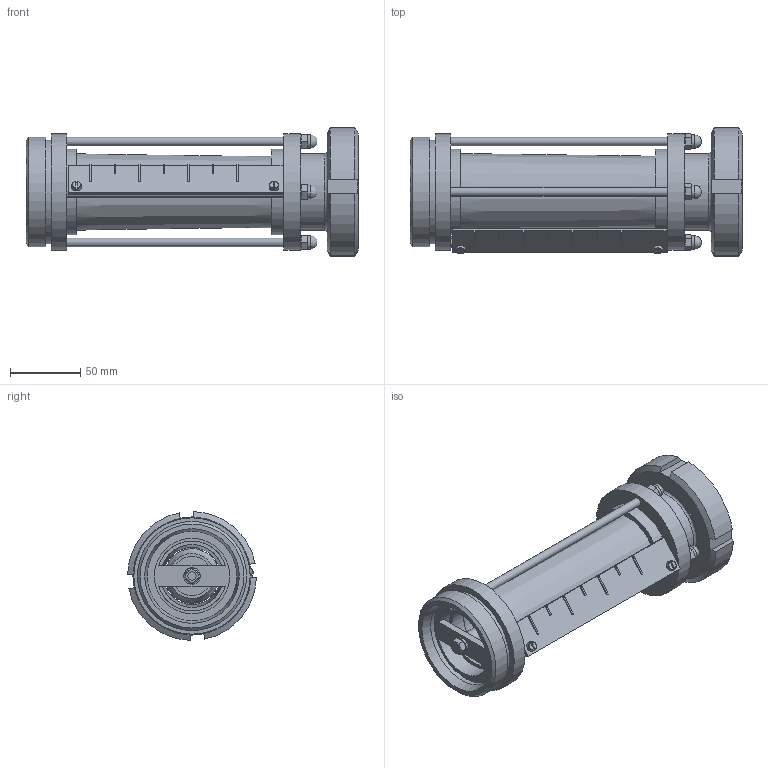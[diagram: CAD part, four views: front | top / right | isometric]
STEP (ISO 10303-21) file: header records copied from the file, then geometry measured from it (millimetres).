
FILE_DESCRIPTION((''),'2;1');
FILE_NAME('62800050X.stp','2010-10-29T12:57:37',('Creator'),(''),'Autodesk Inventor 2010','Autodesk Inventor 2010','');
FILE_SCHEMA(('AUTOMOTIVE_DESIGN { 1 0 10303 214 1 1 1 1 }'));
Length unit declared in the file: millimetre
Products named in the file (1): 62800050X
Bounding box: 237 x 91.98 x 91.98 mm (x, y, z)
Volume: 384275.6 mm3; surface area: 166523.8 mm2
Topology: 1 solids, 10 shells, 334 faces, 760 edges, 478 vertices
Faces by surface type: plane 187, cylinder 73, cone 65, torus 4, sphere 4, bspline 1
Full cylindrical faces by diameter (mm): 3.621 x2, 4 x2, 4.5 x2, 4.917 x4, 6 x7, 6.1 x1, 6.2 x5, 8 x2, 8.2 x2, 9.5 x4, 11.4 x2, 12 x1, 16 x4, 28 x1, 41 x1, 45 x1, 46.2 x1, 50 x2, 50.2 x1, 52 x1, 53 x1, 54 x1, 54.2 x2, 55 x1, 56 x1, 57 x1, 61 x3, 61.1 x2, 62 x1, 63.8 x1
Entity records: 8591 total; most frequent: CARTESIAN_POINT 1801, DIRECTION 1406, ORIENTED_EDGE 1252, EDGE_CURVE 626, AXIS2_PLACEMENT_3D 590, EDGE_LOOP 502, VERTEX_POINT 452, FACE_OUTER_BOUND 334
